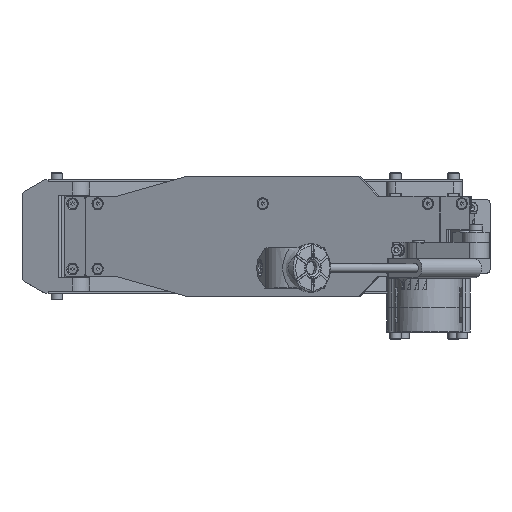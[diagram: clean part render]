
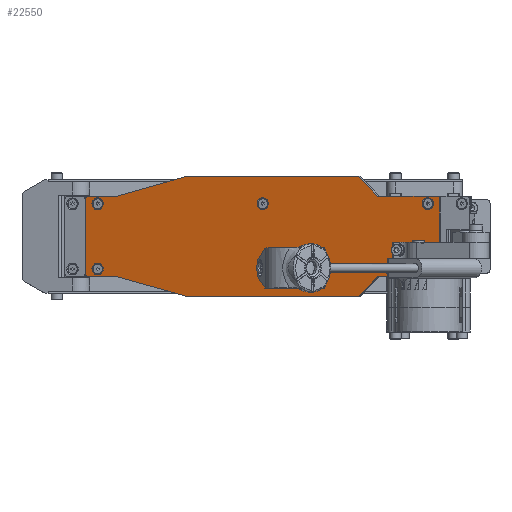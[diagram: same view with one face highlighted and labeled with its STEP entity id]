
A CAD part, top view. The second image highlights one B-rep face of the part: STEP entity #22550.
In plain terms, the highlighted face is planar.
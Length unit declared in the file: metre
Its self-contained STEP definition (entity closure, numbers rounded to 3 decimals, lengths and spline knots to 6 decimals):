
#1047=CIRCLE('',#24419,0.00448);
#1048=CIRCLE('',#24421,0.00448);
#1049=CIRCLE('',#24423,0.00448);
#1050=CIRCLE('',#24425,0.00448);
#1051=CIRCLE('',#24427,0.00448);
#1052=CIRCLE('',#24429,0.00448);
#1053=CIRCLE('',#24433,0.002);
#1054=CIRCLE('',#24434,0.002);
#1055=CIRCLE('',#24435,0.002);
#1056=CIRCLE('',#24436,0.002);
#3256=ORIENTED_EDGE('',*,*,#9652,.T.);
#3257=ORIENTED_EDGE('',*,*,#9651,.T.);
#3258=ORIENTED_EDGE('',*,*,#9650,.T.);
#3259=ORIENTED_EDGE('',*,*,#9649,.F.);
#3260=ORIENTED_EDGE('',*,*,#9648,.F.);
#3261=ORIENTED_EDGE('',*,*,#9647,.F.);
#3262=ORIENTED_EDGE('',*,*,#9659,.F.);
#3263=ORIENTED_EDGE('',*,*,#9660,.T.);
#3264=ORIENTED_EDGE('',*,*,#9604,.T.);
#3265=ORIENTED_EDGE('',*,*,#9661,.T.);
#3266=ORIENTED_EDGE('',*,*,#9656,.T.);
#3267=ORIENTED_EDGE('',*,*,#9654,.F.);
#3268=ORIENTED_EDGE('',*,*,#9645,.F.);
#3269=ORIENTED_EDGE('',*,*,#9642,.F.);
#3270=ORIENTED_EDGE('',*,*,#9639,.T.);
#3271=ORIENTED_EDGE('',*,*,#9662,.T.);
#3272=ORIENTED_EDGE('',*,*,#9633,.F.);
#3273=ORIENTED_EDGE('',*,*,#9663,.T.);
#3274=ORIENTED_EDGE('',*,*,#9630,.F.);
#3275=ORIENTED_EDGE('',*,*,#9628,.T.);
#3276=ORIENTED_EDGE('',*,*,#9625,.T.);
#3277=ORIENTED_EDGE('',*,*,#9622,.T.);
#9604=EDGE_CURVE('',#12855,#12856,#15029,.T.);
#9622=EDGE_CURVE('',#12874,#12873,#15035,.T.);
#9625=EDGE_CURVE('',#12876,#12874,#15038,.T.);
#9628=EDGE_CURVE('',#12878,#12876,#15041,.T.);
#9630=EDGE_CURVE('',#12878,#12879,#15043,.T.);
#9633=EDGE_CURVE('',#12881,#12882,#15046,.T.);
#9639=EDGE_CURVE('',#12888,#12887,#15052,.T.);
#9642=EDGE_CURVE('',#12888,#12890,#15055,.T.);
#9645=EDGE_CURVE('',#12890,#12892,#15058,.T.);
#9647=EDGE_CURVE('',#12893,#12893,#1047,.T.);
#9648=EDGE_CURVE('',#12894,#12894,#1048,.T.);
#9649=EDGE_CURVE('',#12895,#12895,#1049,.T.);
#9650=EDGE_CURVE('',#12896,#12896,#1050,.T.);
#9651=EDGE_CURVE('',#12897,#12897,#1051,.T.);
#9652=EDGE_CURVE('',#12898,#12898,#1052,.T.);
#9654=EDGE_CURVE('',#12892,#12900,#15061,.T.);
#9656=EDGE_CURVE('',#12901,#12900,#15063,.T.);
#9659=EDGE_CURVE('',#12903,#12873,#15066,.T.);
#9660=EDGE_CURVE('',#12903,#12855,#1053,.T.);
#9661=EDGE_CURVE('',#12856,#12901,#1054,.T.);
#9662=EDGE_CURVE('',#12887,#12882,#1055,.T.);
#9663=EDGE_CURVE('',#12881,#12879,#1056,.T.);
#12855=VERTEX_POINT('',#34899);
#12856=VERTEX_POINT('',#34900);
#12873=VERTEX_POINT('',#34941);
#12874=VERTEX_POINT('',#34943);
#12876=VERTEX_POINT('',#34949);
#12878=VERTEX_POINT('',#34955);
#12879=VERTEX_POINT('',#34959);
#12881=VERTEX_POINT('',#34965);
#12882=VERTEX_POINT('',#34966);
#12887=VERTEX_POINT('',#34977);
#12888=VERTEX_POINT('',#34979);
#12890=VERTEX_POINT('',#34985);
#12892=VERTEX_POINT('',#34991);
#12893=VERTEX_POINT('',#34995);
#12894=VERTEX_POINT('',#34998);
#12895=VERTEX_POINT('',#35001);
#12896=VERTEX_POINT('',#35004);
#12897=VERTEX_POINT('',#35007);
#12898=VERTEX_POINT('',#35010);
#12900=VERTEX_POINT('',#35015);
#12901=VERTEX_POINT('',#35019);
#12903=VERTEX_POINT('',#35025);
#15029=LINE('',#34898,#16711);
#15035=LINE('',#34942,#16717);
#15038=LINE('',#34948,#16720);
#15041=LINE('',#34954,#16723);
#15043=LINE('',#34958,#16725);
#15046=LINE('',#34964,#16728);
#15052=LINE('',#34978,#16734);
#15055=LINE('',#34984,#16737);
#15058=LINE('',#34990,#16740);
#15061=LINE('',#35014,#16743);
#15063=LINE('',#35018,#16745);
#15066=LINE('',#35024,#16748);
#16711=VECTOR('',#27497,1.);
#16717=VECTOR('',#27541,1.);
#16720=VECTOR('',#27546,1.);
#16723=VECTOR('',#27551,1.);
#16725=VECTOR('',#27555,1.);
#16728=VECTOR('',#27560,1.);
#16734=VECTOR('',#27568,1.);
#16737=VECTOR('',#27573,1.);
#16740=VECTOR('',#27578,1.);
#16743=VECTOR('',#27607,1.);
#16745=VECTOR('',#27611,1.);
#16748=VECTOR('',#27616,1.);
#18502=EDGE_LOOP('',(#3256));
#18503=EDGE_LOOP('',(#3257));
#18504=EDGE_LOOP('',(#3258));
#18505=EDGE_LOOP('',(#3259));
#18506=EDGE_LOOP('',(#3260));
#18507=EDGE_LOOP('',(#3261));
#18508=EDGE_LOOP('',(#3262,#3263,#3264,#3265,#3266,#3267,#3268,#3269,#3270,
#3271,#3272,#3273,#3274,#3275,#3276,#3277));
#20298=FACE_BOUND('',#18502,.T.);
#20299=FACE_BOUND('',#18503,.T.);
#20300=FACE_BOUND('',#18504,.T.);
#20301=FACE_BOUND('',#18505,.T.);
#20302=FACE_BOUND('',#18506,.T.);
#20303=FACE_BOUND('',#18507,.T.);
#20304=FACE_BOUND('',#18508,.T.);
#21965=PLANE('',#24432);
#22550=ADVANCED_FACE('',(#20298,#20299,#20300,#20301,#20302,#20303,#20304),
#21965,.T.);
#24419=AXIS2_PLACEMENT_3D('',#34994,#27582,#27583);
#24421=AXIS2_PLACEMENT_3D('',#34997,#27586,#27587);
#24423=AXIS2_PLACEMENT_3D('',#35000,#27590,#27591);
#24425=AXIS2_PLACEMENT_3D('',#35003,#27594,#27595);
#24427=AXIS2_PLACEMENT_3D('',#35006,#27598,#27599);
#24429=AXIS2_PLACEMENT_3D('',#35009,#27602,#27603);
#24432=AXIS2_PLACEMENT_3D('',#35023,#27614,#27615);
#24433=AXIS2_PLACEMENT_3D('',#35026,#27617,#27618);
#24434=AXIS2_PLACEMENT_3D('',#35027,#27619,#27620);
#24435=AXIS2_PLACEMENT_3D('',#35028,#27621,#27622);
#24436=AXIS2_PLACEMENT_3D('',#35029,#27623,#27624);
#27497=DIRECTION('',(0.,1.,0.));
#27541=DIRECTION('',(0.673,0.707,0.217));
#27546=DIRECTION('',(0.952,0.,0.306));
#27551=DIRECTION('',(0.919,-0.259,0.296));
#27555=DIRECTION('',(-0.952,0.,-0.306));
#27560=DIRECTION('',(0.,1.,0.));
#27568=DIRECTION('',(-0.952,0.,-0.306));
#27573=DIRECTION('',(0.919,0.259,0.296));
#27578=DIRECTION('',(0.952,0.,0.306));
#27582=DIRECTION('',(-0.306,0.,0.952));
#27583=DIRECTION('',(0.952,0.,0.306));
#27586=DIRECTION('',(-0.306,0.,0.952));
#27587=DIRECTION('',(0.952,0.,0.306));
#27590=DIRECTION('',(-0.306,0.,0.952));
#27591=DIRECTION('',(0.952,0.,0.306));
#27594=DIRECTION('',(0.306,0.,-0.952));
#27595=DIRECTION('',(0.952,0.,0.306));
#27598=DIRECTION('',(0.306,0.,-0.952));
#27599=DIRECTION('',(0.952,0.,0.306));
#27602=DIRECTION('',(0.306,0.,-0.952));
#27603=DIRECTION('',(0.952,0.,0.306));
#27607=DIRECTION('',(0.673,-0.707,0.217));
#27611=DIRECTION('',(-0.952,0.,-0.306));
#27614=DIRECTION('',(-0.306,0.,0.952));
#27615=DIRECTION('',(0.952,0.,0.306));
#27616=DIRECTION('',(-0.952,0.,-0.306));
#27617=DIRECTION('',(-0.306,0.,0.952));
#27618=DIRECTION('',(0.952,0.,0.306));
#27619=DIRECTION('',(-0.306,0.,0.952));
#27620=DIRECTION('',(0.952,0.,0.306));
#27621=DIRECTION('',(-0.306,0.,0.952));
#27622=DIRECTION('',(0.952,0.,0.306));
#27623=DIRECTION('',(-0.306,0.,0.952));
#27624=DIRECTION('',(0.952,0.,0.306));
#34898=CARTESIAN_POINT('',(0.011669,-0.0225,0.108704));
#34899=CARTESIAN_POINT('',(0.011669,-0.028,0.108704));
#34900=CARTESIAN_POINT('',(0.011669,0.028,0.108704));
#34941=CARTESIAN_POINT('',(-0.035373,-0.03,0.093559));
#34942=CARTESIAN_POINT('',(-0.042512,-0.0375,0.091261));
#34943=CARTESIAN_POINT('',(-0.049652,-0.045,0.088962));
#34948=CARTESIAN_POINT('',(-0.114903,-0.045,0.067955));
#34949=CARTESIAN_POINT('',(-0.180154,-0.045,0.046948));
#34954=CARTESIAN_POINT('',(-0.206798,-0.0375,0.03837));
#34955=CARTESIAN_POINT('',(-0.233442,-0.03,0.029793));
#34958=CARTESIAN_POINT('',(0.647344,-0.03,0.313354));
#34959=CARTESIAN_POINT('',(-0.254859,-0.03,0.022897));
#34964=CARTESIAN_POINT('',(-0.256763,-0.0225,0.022284));
#34965=CARTESIAN_POINT('',(-0.256763,-0.028,0.022284));
#34966=CARTESIAN_POINT('',(-0.256763,0.028,0.022284));
#34977=CARTESIAN_POINT('',(-0.254859,0.03,0.022897));
#34978=CARTESIAN_POINT('',(0.647344,0.03,0.313354));
#34979=CARTESIAN_POINT('',(-0.233442,0.03,0.029793));
#34984=CARTESIAN_POINT('',(-0.206798,0.0375,0.03837));
#34985=CARTESIAN_POINT('',(-0.180154,0.045,0.046948));
#34990=CARTESIAN_POINT('',(-0.114903,0.045,0.067955));
#34991=CARTESIAN_POINT('',(-0.049652,0.045,0.088962));
#34994=CARTESIAN_POINT('',(-0.122547,-0.024406,0.065494));
#34995=CARTESIAN_POINT('',(-0.118282,-0.024406,0.066867));
#34997=CARTESIAN_POINT('',(0.002626,-0.024406,0.105793));
#34998=CARTESIAN_POINT('',(0.006891,-0.024406,0.107165));
#35000=CARTESIAN_POINT('',(-0.24772,-0.024406,0.025196));
#35001=CARTESIAN_POINT('',(-0.243455,-0.024406,0.026569));
#35003=CARTESIAN_POINT('',(-0.122547,0.024406,0.065494));
#35004=CARTESIAN_POINT('',(-0.118282,0.024406,0.066867));
#35006=CARTESIAN_POINT('',(0.002626,0.024406,0.105793));
#35007=CARTESIAN_POINT('',(0.006891,0.024406,0.107165));
#35009=CARTESIAN_POINT('',(-0.24772,0.024406,0.025196));
#35010=CARTESIAN_POINT('',(-0.243455,0.024406,0.026569));
#35014=CARTESIAN_POINT('',(-0.042512,0.0375,0.091261));
#35015=CARTESIAN_POINT('',(-0.035373,0.03,0.093559));
#35018=CARTESIAN_POINT('',(0.647344,0.03,0.313354));
#35019=CARTESIAN_POINT('',(0.009765,0.03,0.108091));
#35023=CARTESIAN_POINT('',(-0.117311,-0.0225,0.06718));
#35024=CARTESIAN_POINT('',(0.647344,-0.03,0.313354));
#35025=CARTESIAN_POINT('',(0.009765,-0.03,0.108091));
#35026=CARTESIAN_POINT('',(0.009765,-0.028,0.108091));
#35027=CARTESIAN_POINT('',(0.009765,0.028,0.108091));
#35028=CARTESIAN_POINT('',(-0.254859,0.028,0.022897));
#35029=CARTESIAN_POINT('',(-0.254859,-0.028,0.022897));
